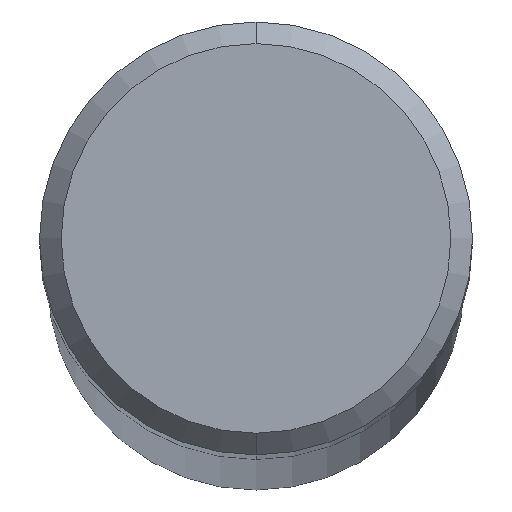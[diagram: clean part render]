
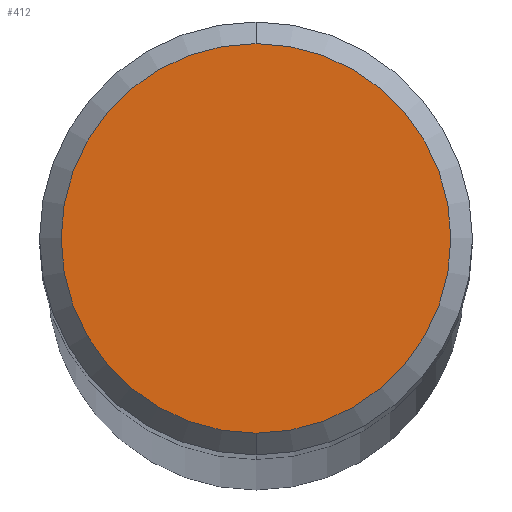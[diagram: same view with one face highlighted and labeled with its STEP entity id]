
A CAD part, top view. The second image highlights one B-rep face of the part: STEP entity #412.
In plain terms, the highlighted planar face has unit normal (0, 0, 1).
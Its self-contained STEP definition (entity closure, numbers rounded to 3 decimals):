
#258=VERTEX_POINT('',#551);
#324=VERTEX_POINT('',#627);
#368=EDGE_CURVE('',#324,#258,#675,.T.);
#378=EDGE_CURVE('',#258,#324,#686,.T.);
#412=ADVANCED_FACE('',(#722),#723,.T.);
#551=CARTESIAN_POINT('',(0.0,3.6,0.));
#627=CARTESIAN_POINT('',(0.,-3.6,0.));
#675=CIRCLE('',#1214,3.6);
#686=CIRCLE('',#1230,3.6);
#722=FACE_OUTER_BOUND('',#1331,.T.);
#723=PLANE('',#1332);
#1214=AXIS2_PLACEMENT_3D('',#1615,#1616,#1617);
#1230=AXIS2_PLACEMENT_3D('',#1631,#1632,#1633);
#1331=EDGE_LOOP('',(#1668,#1669));
#1332=AXIS2_PLACEMENT_3D('',#1670,#1671,#1672);
#1615=CARTESIAN_POINT('',(0.0,0.0,0.));
#1616=DIRECTION('',(0.0,0.0,-1.0));
#1617=DIRECTION('',(0.0,1.0,0.0));
#1631=CARTESIAN_POINT('',(0.0,0.0,0.));
#1632=DIRECTION('',(0.0,0.0,-1.0));
#1633=DIRECTION('',(0.0,1.0,0.0));
#1668=ORIENTED_EDGE('',*,*,#378,.F.);
#1669=ORIENTED_EDGE('',*,*,#368,.F.);
#1670=CARTESIAN_POINT('',(0.0,1.8,0.));
#1671=DIRECTION('',(-0.0,0.0,1.0));
#1672=DIRECTION('',(0.0,-1.0,0.0));
